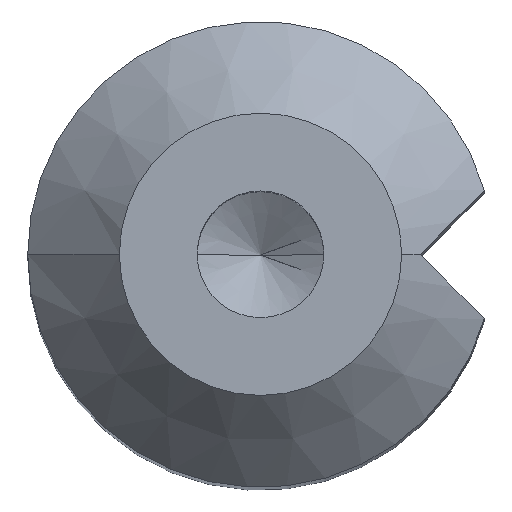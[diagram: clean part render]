
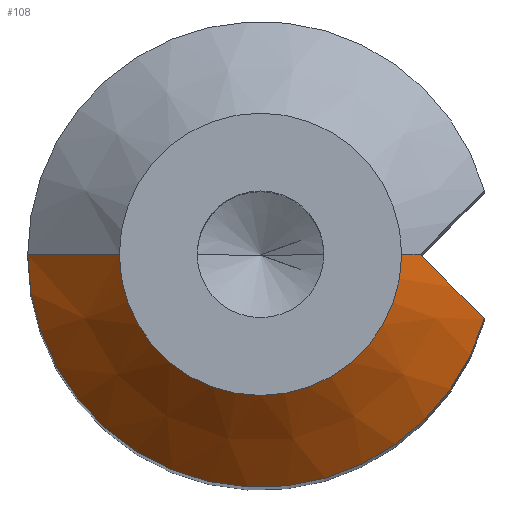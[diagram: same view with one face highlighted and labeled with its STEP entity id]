
A CAD part, top view. The second image highlights one B-rep face of the part: STEP entity #108.
In plain terms, the highlighted conical face has half-angle 45 degrees and reference radius 3.85 mm.
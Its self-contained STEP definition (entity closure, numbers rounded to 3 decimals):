
#4 = LINE ( 'NONE', #517, #419 ) ;
#10 = CARTESIAN_POINT ( 'NONE',  ( 4.956, -0.602, 24.263 ) ) ;
#13 = EDGE_CURVE ( 'NONE', #326, #411, #179, .T. ) ;
#23 = AXIS2_PLACEMENT_3D ( 'NONE', #240, #531, #320 ) ;
#30 = CIRCLE ( 'NONE', #23, 3.85 ) ;
#39 = EDGE_CURVE ( 'NONE', #333, #326, #173, .T. ) ;
#49 = EDGE_CURVE ( 'NONE', #81, #411, #538, .T. ) ;
#51 = CARTESIAN_POINT ( 'NONE',  ( 0., 0., 22.9 ) ) ;
#81 = VERTEX_POINT ( 'NONE', #439 ) ;
#90 = DIRECTION ( 'NONE',  ( 0., 0., -1. ) ) ;
#93 = CARTESIAN_POINT ( 'NONE',  ( 4.354, 0., 24.896 ) ) ;
#96 = DIRECTION ( 'NONE',  ( -1., 0., 0. ) ) ;
#108 = ADVANCED_FACE ( 'NONE', ( #481 ), #401, .T. ) ;
#109 = ORIENTED_EDGE ( 'NONE', *, *, #49, .T. ) ;
#138 = DIRECTION ( 'NONE',  ( 0.707, 0., -0.707 ) ) ;
#140 = CARTESIAN_POINT ( 'NONE',  ( 5.822, -1.468, 23.249 ) ) ;
#171 = CARTESIAN_POINT ( 'NONE',  ( 6.104, -1.75, 22.9 ) ) ;
#173 = B_SPLINE_CURVE_WITH_KNOTS ( 'NONE', 3,
 ( #293, #503, #10, #500, #140, #425 ),
 .UNSPECIFIED., .F., .F.,
 ( 4, 2, 4 ),
 ( 0., 0.002, 0.003 ),
 .UNSPECIFIED. ) ;
#179 = CIRCLE ( 'NONE', #201, 6.35 ) ;
#194 = EDGE_CURVE ( 'NONE', #81, #474, #30, .T. ) ;
#201 = AXIS2_PLACEMENT_3D ( 'NONE', #51, #90, #509 ) ;
#202 = EDGE_CURVE ( 'NONE', #474, #333, #4, .T. ) ;
#214 = AXIS2_PLACEMENT_3D ( 'NONE', #356, #397, #96 ) ;
#240 = CARTESIAN_POINT ( 'NONE',  ( 0., 0., 25.4 ) ) ;
#241 = ORIENTED_EDGE ( 'NONE', *, *, #13, .F. ) ;
#244 = EDGE_LOOP ( 'NONE', ( #285, #334, #109, #241, #404 ) ) ;
#262 = CARTESIAN_POINT ( 'NONE',  ( 3.85, 0., 25.4 ) ) ;
#285 = ORIENTED_EDGE ( 'NONE', *, *, #202, .F. ) ;
#293 = CARTESIAN_POINT ( 'NONE',  ( 4.354, 0., 24.896 ) ) ;
#320 = DIRECTION ( 'NONE',  ( 1., 0., 0. ) ) ;
#326 = VERTEX_POINT ( 'NONE', #171 ) ;
#333 = VERTEX_POINT ( 'NONE', #93 ) ;
#334 = ORIENTED_EDGE ( 'NONE', *, *, #194, .F. ) ;
#338 = VECTOR ( 'NONE', #374, 1000. ) ;
#356 = CARTESIAN_POINT ( 'NONE',  ( 0., 0., 25.4 ) ) ;
#374 = DIRECTION ( 'NONE',  ( -0.707, 0., -0.707 ) ) ;
#397 = DIRECTION ( 'NONE',  ( 0., 0., -1. ) ) ;
#401 = CONICAL_SURFACE ( 'NONE', #214, 3.85, 0.785 ) ;
#404 = ORIENTED_EDGE ( 'NONE', *, *, #39, .F. ) ;
#411 = VERTEX_POINT ( 'NONE', #525 ) ;
#419 = VECTOR ( 'NONE', #138, 1000. ) ;
#425 = CARTESIAN_POINT ( 'NONE',  ( 6.104, -1.75, 22.9 ) ) ;
#439 = CARTESIAN_POINT ( 'NONE',  ( -3.85, 0., 25.4 ) ) ;
#474 = VERTEX_POINT ( 'NONE', #262 ) ;
#481 = FACE_OUTER_BOUND ( 'NONE', #244, .T. ) ;
#500 = CARTESIAN_POINT ( 'NONE',  ( 5.537, -1.183, 23.593 ) ) ;
#503 = CARTESIAN_POINT ( 'NONE',  ( 4.661, -0.307, 24.589 ) ) ;
#509 = DIRECTION ( 'NONE',  ( 1., 0., 0. ) ) ;
#513 = CARTESIAN_POINT ( 'NONE',  ( -3.85, 0., 25.4 ) ) ;
#517 = CARTESIAN_POINT ( 'NONE',  ( 3.85, 0., 25.4 ) ) ;
#525 = CARTESIAN_POINT ( 'NONE',  ( -6.35, 0., 22.9 ) ) ;
#531 = DIRECTION ( 'NONE',  ( 0., 0., 1. ) ) ;
#538 = LINE ( 'NONE', #513, #338 ) ;
